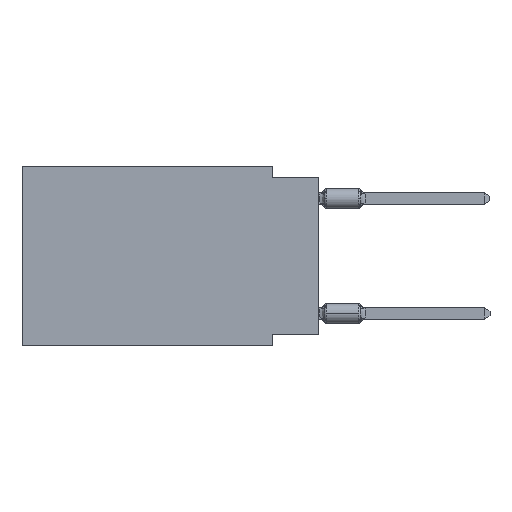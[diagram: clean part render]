
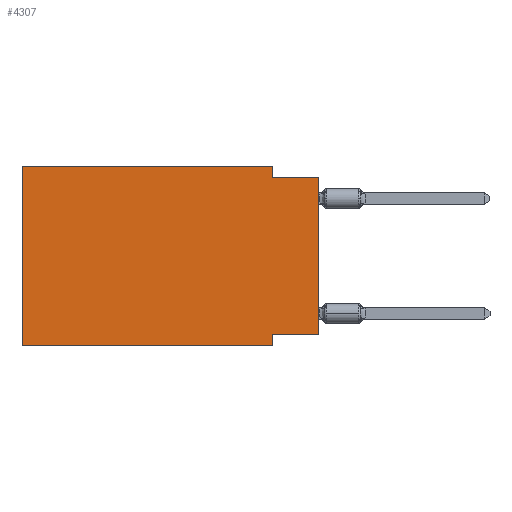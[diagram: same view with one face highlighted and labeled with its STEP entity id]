
A CAD part, left-side view. The second image highlights one B-rep face of the part: STEP entity #4307.
In plain terms, the highlighted planar face has unit normal (-1, 0, 0).
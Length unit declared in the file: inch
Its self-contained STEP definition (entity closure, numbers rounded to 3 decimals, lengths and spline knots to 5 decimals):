
#83 = EDGE_LOOP ( 'NONE', ( #1574, #4854, #482, #4615, #3546, #7087, #429, #13475 ) ) ;
#152 = VECTOR ( 'NONE', #13806, 39.37008 ) ;
#227 = LINE ( 'NONE', #4930, #14836 ) ;
#429 = ORIENTED_EDGE ( 'NONE', *, *, #9565, .F. ) ;
#482 = ORIENTED_EDGE ( 'NONE', *, *, #15312, .F. ) ;
#876 = VERTEX_POINT ( 'NONE', #2111 ) ;
#1410 = DIRECTION ( 'NONE',  ( 0., -1., 0. ) ) ;
#1491 = EDGE_CURVE ( 'NONE', #15284, #876, #3923, .T. ) ;
#1574 = ORIENTED_EDGE ( 'NONE', *, *, #4274, .T. ) ;
#1593 = CARTESIAN_POINT ( 'NONE',  ( 0., 0.1, -0.365 ) ) ;
#1900 = VERTEX_POINT ( 'NONE', #2924 ) ;
#1966 = EDGE_CURVE ( 'NONE', #2289, #1900, #3416, .T. ) ;
#2022 = CARTESIAN_POINT ( 'NONE',  ( 0., 0., -0.365 ) ) ;
#2111 = CARTESIAN_POINT ( 'NONE',  ( 0., 0.1, -0.39 ) ) ;
#2289 = VERTEX_POINT ( 'NONE', #11015 ) ;
#2631 = VECTOR ( 'NONE', #5665, 39.37008 ) ;
#2924 = CARTESIAN_POINT ( 'NONE',  ( 0., 0., -0.025 ) ) ;
#3294 = DIRECTION ( 'NONE',  ( 0., 1., 0. ) ) ;
#3368 = CARTESIAN_POINT ( 'NONE',  ( 0., 0., -0.365 ) ) ;
#3382 = DIRECTION ( 'NONE',  ( 0., 0., -1. ) ) ;
#3416 = LINE ( 'NONE', #14360, #6785 ) ;
#3462 = CARTESIAN_POINT ( 'NONE',  ( 0., 0.645, 0. ) ) ;
#3546 = ORIENTED_EDGE ( 'NONE', *, *, #14052, .F. ) ;
#3923 = LINE ( 'NONE', #10078, #152 ) ;
#3949 = CARTESIAN_POINT ( 'NONE',  ( 0., 0.645, 0. ) ) ;
#4029 = DIRECTION ( 'NONE',  ( 1., 0., 0. ) ) ;
#4274 = EDGE_CURVE ( 'NONE', #13204, #1900, #227, .T. ) ;
#4307 = ADVANCED_FACE ( 'NONE', ( #8847 ), #14962, .F. ) ;
#4421 = EDGE_CURVE ( 'NONE', #13204, #15223, #11833, .T. ) ;
#4615 = ORIENTED_EDGE ( 'NONE', *, *, #15394, .F. ) ;
#4759 = LINE ( 'NONE', #8383, #5595 ) ;
#4854 = ORIENTED_EDGE ( 'NONE', *, *, #1966, .F. ) ;
#4930 = CARTESIAN_POINT ( 'NONE',  ( 0., 0., 0. ) ) ;
#5159 = CARTESIAN_POINT ( 'NONE',  ( 0., 0.645, 0. ) ) ;
#5595 = VECTOR ( 'NONE', #3382, 39.37008 ) ;
#5665 = DIRECTION ( 'NONE',  ( 0., 0., -1. ) ) ;
#5829 = VECTOR ( 'NONE', #10827, 39.37008 ) ;
#6303 = LINE ( 'NONE', #5159, #12195 ) ;
#6785 = VECTOR ( 'NONE', #11960, 39.37008 ) ;
#7087 = ORIENTED_EDGE ( 'NONE', *, *, #1491, .T. ) ;
#7247 = AXIS2_PLACEMENT_3D ( 'NONE', #3949, #4029, #14880 ) ;
#8383 = CARTESIAN_POINT ( 'NONE',  ( 0., 0.1, 0. ) ) ;
#8847 = FACE_OUTER_BOUND ( 'NONE', #83, .T. ) ;
#9234 = LINE ( 'NONE', #10753, #2631 ) ;
#9565 = EDGE_CURVE ( 'NONE', #15223, #876, #9234, .T. ) ;
#10078 = CARTESIAN_POINT ( 'NONE',  ( 0., 0.645, -0.39 ) ) ;
#10577 = CARTESIAN_POINT ( 'NONE',  ( 0., 0.645, -0.39 ) ) ;
#10686 = VERTEX_POINT ( 'NONE', #12391 ) ;
#10753 = CARTESIAN_POINT ( 'NONE',  ( 0., 0.1, -0.39 ) ) ;
#10774 = CARTESIAN_POINT ( 'NONE',  ( 0., 0.1, 0. ) ) ;
#10827 = DIRECTION ( 'NONE',  ( 0., 0., 1. ) ) ;
#11015 = CARTESIAN_POINT ( 'NONE',  ( 0., 0.1, -0.025 ) ) ;
#11833 = LINE ( 'NONE', #3368, #14688 ) ;
#11960 = DIRECTION ( 'NONE',  ( 0., -1., 0. ) ) ;
#12195 = VECTOR ( 'NONE', #1410, 39.37008 ) ;
#12259 = DIRECTION ( 'NONE',  ( 0., 0., 1. ) ) ;
#12391 = CARTESIAN_POINT ( 'NONE',  ( 0., 0.645, 0. ) ) ;
#13204 = VERTEX_POINT ( 'NONE', #2022 ) ;
#13475 = ORIENTED_EDGE ( 'NONE', *, *, #4421, .F. ) ;
#13696 = VERTEX_POINT ( 'NONE', #10774 ) ;
#13806 = DIRECTION ( 'NONE',  ( 0., -1., 0. ) ) ;
#14052 = EDGE_CURVE ( 'NONE', #15284, #10686, #14321, .T. ) ;
#14321 = LINE ( 'NONE', #3462, #5829 ) ;
#14360 = CARTESIAN_POINT ( 'NONE',  ( 0., 0., -0.025 ) ) ;
#14688 = VECTOR ( 'NONE', #3294, 39.37008 ) ;
#14836 = VECTOR ( 'NONE', #12259, 39.37008 ) ;
#14880 = DIRECTION ( 'NONE',  ( 0., 0., -1. ) ) ;
#14962 = PLANE ( 'NONE',  #7247 ) ;
#15223 = VERTEX_POINT ( 'NONE', #1593 ) ;
#15284 = VERTEX_POINT ( 'NONE', #10577 ) ;
#15312 = EDGE_CURVE ( 'NONE', #13696, #2289, #4759, .T. ) ;
#15394 = EDGE_CURVE ( 'NONE', #10686, #13696, #6303, .T. ) ;
